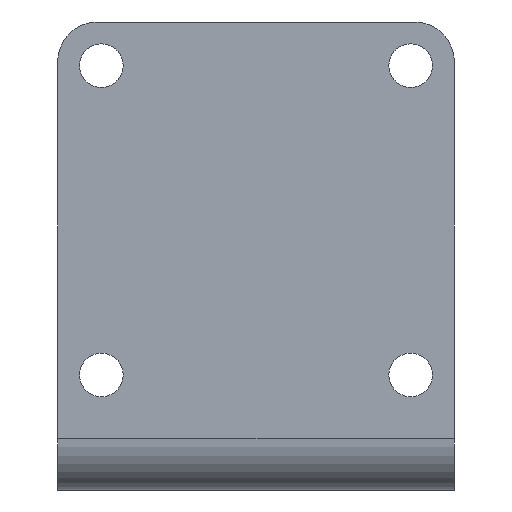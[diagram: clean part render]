
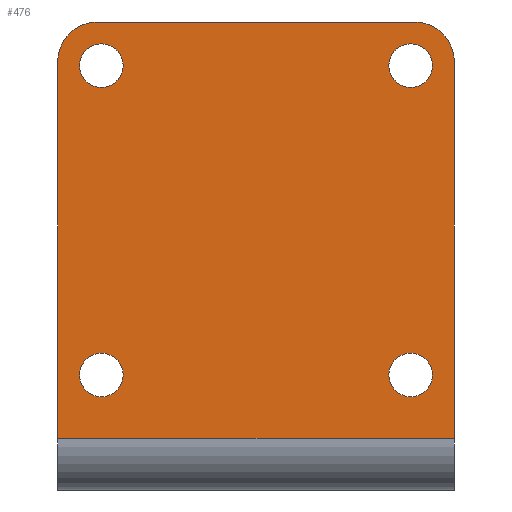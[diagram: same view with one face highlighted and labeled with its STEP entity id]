
A CAD part, front view. The second image highlights one B-rep face of the part: STEP entity #476.
In plain terms, the highlighted planar face has unit normal (0, -1, 0).
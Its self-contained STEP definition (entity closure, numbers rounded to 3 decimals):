
#4 = CIRCLE ( 'NONE', #81, 5.5 ) ;
#7 = PLANE ( 'NONE',  #562 ) ;
#8 = CIRCLE ( 'NONE', #1193, 10. ) ;
#25 = EDGE_CURVE ( 'NONE', #272, #340, #4, .T. ) ;
#27 = CARTESIAN_POINT ( 'NONE',  ( 89., -8., 93.5 ) ) ;
#35 = AXIS2_PLACEMENT_3D ( 'NONE', #45, #722, #135 ) ;
#38 = DIRECTION ( 'NONE',  ( 0., 1., 0. ) ) ;
#45 = CARTESIAN_POINT ( 'NONE',  ( 11., -8., 99. ) ) ;
#47 = VERTEX_POINT ( 'NONE', #1102 ) ;
#61 = CARTESIAN_POINT ( 'NONE',  ( 89., -8., 99. ) ) ;
#65 = EDGE_CURVE ( 'NONE', #850, #182, #538, .T. ) ;
#67 = EDGE_LOOP ( 'NONE', ( #210, #650 ) ) ;
#74 = ORIENTED_EDGE ( 'NONE', *, *, #735, .T. ) ;
#81 = AXIS2_PLACEMENT_3D ( 'NONE', #271, #224, #896 ) ;
#92 = CIRCLE ( 'NONE', #236, 5.5 ) ;
#100 = CARTESIAN_POINT ( 'NONE',  ( 100., -8., 0. ) ) ;
#107 = DIRECTION ( 'NONE',  ( 0., 1., 0. ) ) ;
#123 = EDGE_CURVE ( 'NONE', #1021, #1202, #1249, .T. ) ;
#127 = CARTESIAN_POINT ( 'NONE',  ( 0., -8., 5. ) ) ;
#132 = EDGE_LOOP ( 'NONE', ( #739, #74, #1248, #628, #435, #585 ) ) ;
#135 = DIRECTION ( 'NONE',  ( 0., 0., 1. ) ) ;
#145 = FACE_BOUND ( 'NONE', #67, .T. ) ;
#151 = ORIENTED_EDGE ( 'NONE', *, *, #376, .T. ) ;
#166 = CIRCLE ( 'NONE', #1096, 5.5 ) ;
#182 = VERTEX_POINT ( 'NONE', #561 ) ;
#185 = DIRECTION ( 'NONE',  ( -1., 0., 0. ) ) ;
#196 = DIRECTION ( 'NONE',  ( 0., 1., 0. ) ) ;
#210 = ORIENTED_EDGE ( 'NONE', *, *, #908, .T. ) ;
#217 = CARTESIAN_POINT ( 'NONE',  ( 10., -8., 100. ) ) ;
#224 = DIRECTION ( 'NONE',  ( 0., 1., 0. ) ) ;
#236 = AXIS2_PLACEMENT_3D ( 'NONE', #253, #930, #339 ) ;
#250 = DIRECTION ( 'NONE',  ( 0., 1., 0. ) ) ;
#253 = CARTESIAN_POINT ( 'NONE',  ( 89., -8., 99. ) ) ;
#263 = EDGE_LOOP ( 'NONE', ( #1100, #697 ) ) ;
#265 = CARTESIAN_POINT ( 'NONE',  ( 0., -8., 0. ) ) ;
#271 = CARTESIAN_POINT ( 'NONE',  ( 11., -8., 21. ) ) ;
#272 = VERTEX_POINT ( 'NONE', #479 ) ;
#275 = CARTESIAN_POINT ( 'NONE',  ( 11., -8., 99. ) ) ;
#278 = ORIENTED_EDGE ( 'NONE', *, *, #65, .T. ) ;
#291 = CIRCLE ( 'NONE', #923, 10. ) ;
#295 = DIRECTION ( 'NONE',  ( -1., 0., 0. ) ) ;
#308 = CARTESIAN_POINT ( 'NONE',  ( 100., -8., 0. ) ) ;
#313 = DIRECTION ( 'NONE',  ( 0., 0., 1. ) ) ;
#331 = VERTEX_POINT ( 'NONE', #984 ) ;
#339 = DIRECTION ( 'NONE',  ( 0., 0., 1. ) ) ;
#340 = VERTEX_POINT ( 'NONE', #1083 ) ;
#343 = EDGE_CURVE ( 'NONE', #47, #1021, #708, .T. ) ;
#350 = DIRECTION ( 'NONE',  ( 0., 0., -1. ) ) ;
#359 = VERTEX_POINT ( 'NONE', #554 ) ;
#364 = VERTEX_POINT ( 'NONE', #643 ) ;
#372 = CARTESIAN_POINT ( 'NONE',  ( 90., -8., 100. ) ) ;
#376 = EDGE_CURVE ( 'NONE', #182, #850, #92, .T. ) ;
#379 = EDGE_LOOP ( 'NONE', ( #151, #278 ) ) ;
#386 = FACE_BOUND ( 'NONE', #917, .T. ) ;
#435 = ORIENTED_EDGE ( 'NONE', *, *, #343, .F. ) ;
#443 = VECTOR ( 'NONE', #604, 1000. ) ;
#476 = ADVANCED_FACE ( 'NONE', ( #919, #1220, #386, #145, #1153 ), #7, .F. ) ;
#479 = CARTESIAN_POINT ( 'NONE',  ( 11., -8., 26.5 ) ) ;
#480 = DIRECTION ( 'NONE',  ( 0., 0., 1. ) ) ;
#491 = EDGE_CURVE ( 'NONE', #751, #331, #876, .T. ) ;
#494 = CARTESIAN_POINT ( 'NONE',  ( 100., -8., 5. ) ) ;
#505 = DIRECTION ( 'NONE',  ( 0., 0., 1. ) ) ;
#527 = CARTESIAN_POINT ( 'NONE',  ( 11., -8., 21. ) ) ;
#538 = CIRCLE ( 'NONE', #551, 5.5 ) ;
#543 = LINE ( 'NONE', #265, #1254 ) ;
#551 = AXIS2_PLACEMENT_3D ( 'NONE', #61, #38, #821 ) ;
#554 = CARTESIAN_POINT ( 'NONE',  ( 89., -8., 15.5 ) ) ;
#561 = CARTESIAN_POINT ( 'NONE',  ( 89., -8., 104.5 ) ) ;
#562 = AXIS2_PLACEMENT_3D ( 'NONE', #100, #196, #867 ) ;
#570 = VERTEX_POINT ( 'NONE', #878 ) ;
#580 = EDGE_CURVE ( 'NONE', #359, #570, #1140, .T. ) ;
#585 = ORIENTED_EDGE ( 'NONE', *, *, #675, .T. ) ;
#595 = CIRCLE ( 'NONE', #652, 5.5 ) ;
#604 = DIRECTION ( 'NONE',  ( 0., 0., -1. ) ) ;
#623 = DIRECTION ( 'NONE',  ( 0., 0., 1. ) ) ;
#628 = ORIENTED_EDGE ( 'NONE', *, *, #123, .F. ) ;
#643 = CARTESIAN_POINT ( 'NONE',  ( 11., -8., 93.5 ) ) ;
#650 = ORIENTED_EDGE ( 'NONE', *, *, #580, .T. ) ;
#652 = AXIS2_PLACEMENT_3D ( 'NONE', #689, #107, #789 ) ;
#675 = EDGE_CURVE ( 'NONE', #47, #751, #291, .T. ) ;
#689 = CARTESIAN_POINT ( 'NONE',  ( 89., -8., 21. ) ) ;
#697 = ORIENTED_EDGE ( 'NONE', *, *, #1110, .T. ) ;
#704 = CARTESIAN_POINT ( 'NONE',  ( 90., -8., 110. ) ) ;
#708 = LINE ( 'NONE', #308, #443 ) ;
#720 = AXIS2_PLACEMENT_3D ( 'NONE', #826, #250, #926 ) ;
#722 = DIRECTION ( 'NONE',  ( 0., 1., 0. ) ) ;
#735 = EDGE_CURVE ( 'NONE', #331, #1161, #8, .T. ) ;
#739 = ORIENTED_EDGE ( 'NONE', *, *, #491, .T. ) ;
#751 = VERTEX_POINT ( 'NONE', #704 ) ;
#775 = ORIENTED_EDGE ( 'NONE', *, *, #1239, .T. ) ;
#789 = DIRECTION ( 'NONE',  ( 0., 0., 1. ) ) ;
#821 = DIRECTION ( 'NONE',  ( 0., 0., 1. ) ) ;
#826 = CARTESIAN_POINT ( 'NONE',  ( 89., -8., 21. ) ) ;
#850 = VERTEX_POINT ( 'NONE', #27 ) ;
#851 = VECTOR ( 'NONE', #295, 1000. ) ;
#867 = DIRECTION ( 'NONE',  ( 0., 0., 1. ) ) ;
#876 = LINE ( 'NONE', #971, #851 ) ;
#878 = CARTESIAN_POINT ( 'NONE',  ( 89., -8., 26.5 ) ) ;
#883 = CARTESIAN_POINT ( 'NONE',  ( 0., -8., 100. ) ) ;
#884 = DIRECTION ( 'NONE',  ( 0., -1., 0. ) ) ;
#889 = CARTESIAN_POINT ( 'NONE',  ( 11., -8., 104.5 ) ) ;
#896 = DIRECTION ( 'NONE',  ( 0., 0., 1. ) ) ;
#908 = EDGE_CURVE ( 'NONE', #570, #359, #595, .T. ) ;
#917 = EDGE_LOOP ( 'NONE', ( #1023, #775 ) ) ;
#919 = FACE_BOUND ( 'NONE', #263, .T. ) ;
#923 = AXIS2_PLACEMENT_3D ( 'NONE', #372, #1057, #480 ) ;
#926 = DIRECTION ( 'NONE',  ( 0., 0., 1. ) ) ;
#930 = DIRECTION ( 'NONE',  ( 0., 1., 0. ) ) ;
#952 = VECTOR ( 'NONE', #185, 1000. ) ;
#971 = CARTESIAN_POINT ( 'NONE',  ( 100., -8., 110. ) ) ;
#984 = CARTESIAN_POINT ( 'NONE',  ( 10., -8., 110. ) ) ;
#994 = CARTESIAN_POINT ( 'NONE',  ( 100., -8., 5. ) ) ;
#1021 = VERTEX_POINT ( 'NONE', #994 ) ;
#1023 = ORIENTED_EDGE ( 'NONE', *, *, #25, .T. ) ;
#1052 = EDGE_CURVE ( 'NONE', #1161, #1202, #543, .T. ) ;
#1057 = DIRECTION ( 'NONE',  ( 0., -1., 0. ) ) ;
#1080 = DIRECTION ( 'NONE',  ( 0., 1., 0. ) ) ;
#1083 = CARTESIAN_POINT ( 'NONE',  ( 11., -8., 15.5 ) ) ;
#1096 = AXIS2_PLACEMENT_3D ( 'NONE', #527, #1213, #623 ) ;
#1100 = ORIENTED_EDGE ( 'NONE', *, *, #1262, .T. ) ;
#1102 = CARTESIAN_POINT ( 'NONE',  ( 100., -8., 100. ) ) ;
#1110 = EDGE_CURVE ( 'NONE', #364, #1181, #1160, .T. ) ;
#1140 = CIRCLE ( 'NONE', #720, 5.5 ) ;
#1153 = FACE_OUTER_BOUND ( 'NONE', #132, .T. ) ;
#1154 = CIRCLE ( 'NONE', #35, 5.5 ) ;
#1158 = AXIS2_PLACEMENT_3D ( 'NONE', #275, #1080, #505 ) ;
#1160 = CIRCLE ( 'NONE', #1158, 5.5 ) ;
#1161 = VERTEX_POINT ( 'NONE', #883 ) ;
#1181 = VERTEX_POINT ( 'NONE', #889 ) ;
#1193 = AXIS2_PLACEMENT_3D ( 'NONE', #217, #884, #313 ) ;
#1202 = VERTEX_POINT ( 'NONE', #127 ) ;
#1213 = DIRECTION ( 'NONE',  ( 0., 1., 0. ) ) ;
#1220 = FACE_BOUND ( 'NONE', #379, .T. ) ;
#1239 = EDGE_CURVE ( 'NONE', #340, #272, #166, .T. ) ;
#1248 = ORIENTED_EDGE ( 'NONE', *, *, #1052, .T. ) ;
#1249 = LINE ( 'NONE', #494, #952 ) ;
#1254 = VECTOR ( 'NONE', #350, 1000. ) ;
#1262 = EDGE_CURVE ( 'NONE', #1181, #364, #1154, .T. ) ;
